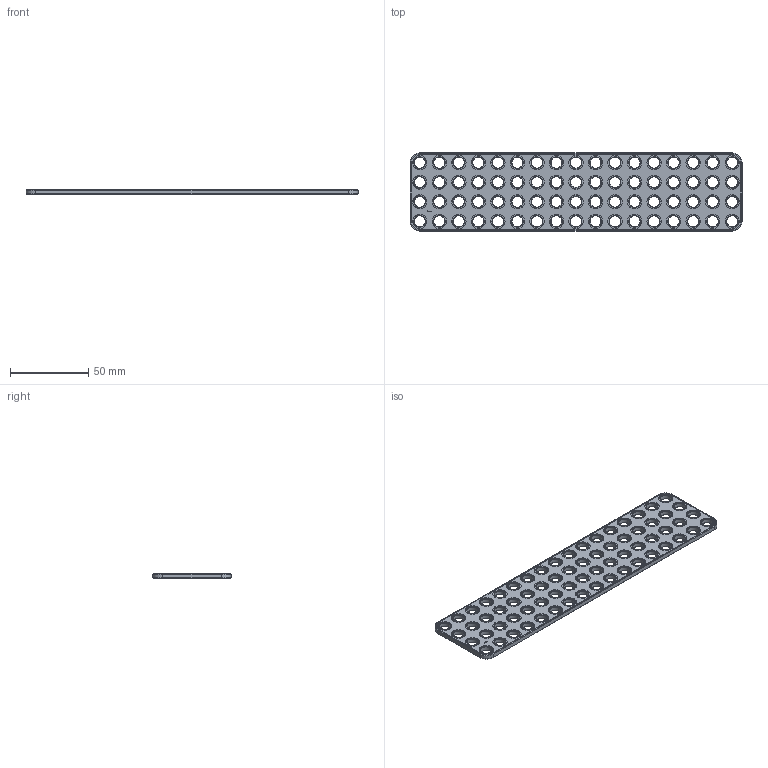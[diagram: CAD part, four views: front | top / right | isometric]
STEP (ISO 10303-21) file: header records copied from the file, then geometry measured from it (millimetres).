
FILE_DESCRIPTION(('FreeCAD Model'),'2;1');
FILE_NAME('Open CASCADE Shape Model','2024-10-08T23:31:26',(''),(''), 'Open CASCADE STEP processor 7.7','FreeCAD','Unknown');
FILE_SCHEMA(('AUTOMOTIVE_DESIGN { 1 0 10303 214 1 1 1 1 }'));
Length unit declared in the file: millimetre
Products named in the file (1): Plate RCT CRNR BU17x04x00.25 - SPN-PLT-0192 (stemfie.org)
Bounding box: 212.5 x 50 x 3.12 mm (x, y, z)
Volume: 23603.4 mm3; surface area: 22034.5 mm2
Topology: 1 solids, 1 shells, 826 faces, 2020 edges, 1296 vertices
Faces by surface type: plane 394, cylinder 144, cone 144, extrusion 144
Full cylindrical faces by diameter (mm): 7 x68, 9.2 x68
Entity records: 24871 total; most frequent: CARTESIAN_POINT 5316, ORIENTED_EDGE 4040, DIRECTION 3674, EDGE_CURVE 2020, VECTOR 1444, LINE 1300, VERTEX_POINT 1296, AXIS2_PLACEMENT_3D 1115
